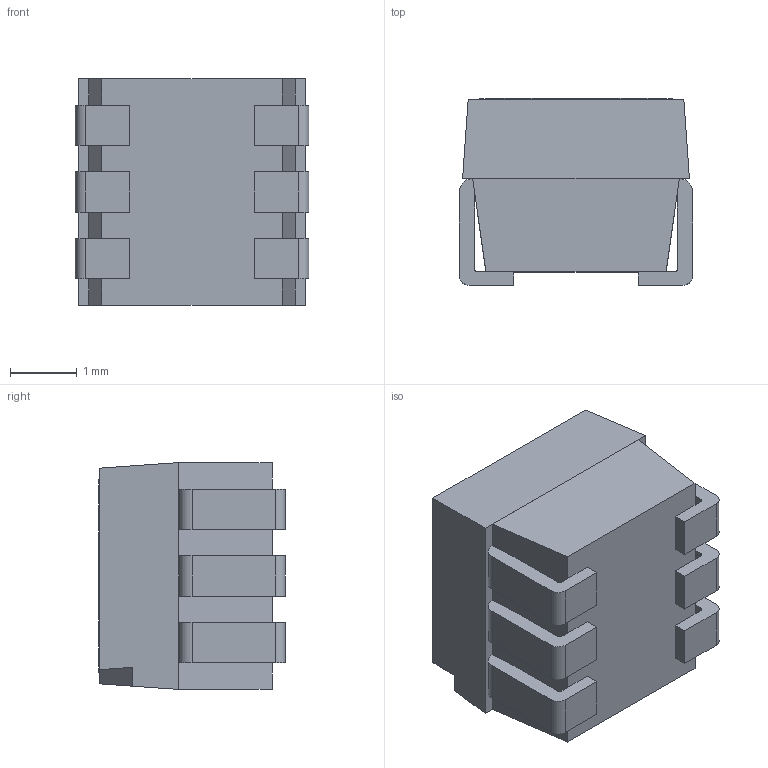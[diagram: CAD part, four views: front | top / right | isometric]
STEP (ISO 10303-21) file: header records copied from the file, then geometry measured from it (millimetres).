
FILE_DESCRIPTION(/* description */ (''),/* implementation_level */ '2;1');
FILE_NAME(/* name */ 'Cree_PLCC6.step',/* time_stamp */ '2022-04-18T09:45:31+02:00',/* author */ (''),/* organization */ (''),/* preprocessor_version */ 'ST-DEVELOPER v18.1',/* originating_system */ 'Autodesk Translation Framework v10.14.0.1471',/* authorisation */ '');
FILE_SCHEMA (('AUTOMOTIVE_DESIGN { 1 0 10303 214 3 1 1 }'));
Length unit declared in the file: millimetre
Products named in the file (4): (Non enregistré); DFAUT0_ASM_1_ASM; CORPS-DPLACER_COPI0001_1; CORPS-DPLACER_COPI0002_1
Assembly tree (3 placements, depth 3):
  (Non enregistré)
    DFAUT0_ASM_1_ASM
      CORPS-DPLACER_COPI0001_1
      CORPS-DPLACER_COPI0002_1
Bounding box: 3.5 x 2.8 x 3.4 mm (x, y, z)
Volume: 28.6 mm3; surface area: 93.2 mm2
Topology: 2 solids, 2 shells, 83 faces, 246 edges, 156 vertices
Faces by surface type: plane 61, cylinder 22
Entity records: 2889 total; most frequent: ORIENTED_EDGE 492, CARTESIAN_POINT 492, DIRECTION 470, EDGE_CURVE 246, LINE 202, VECTOR 202, VERTEX_POINT 156, AXIS2_PLACEMENT_3D 134
